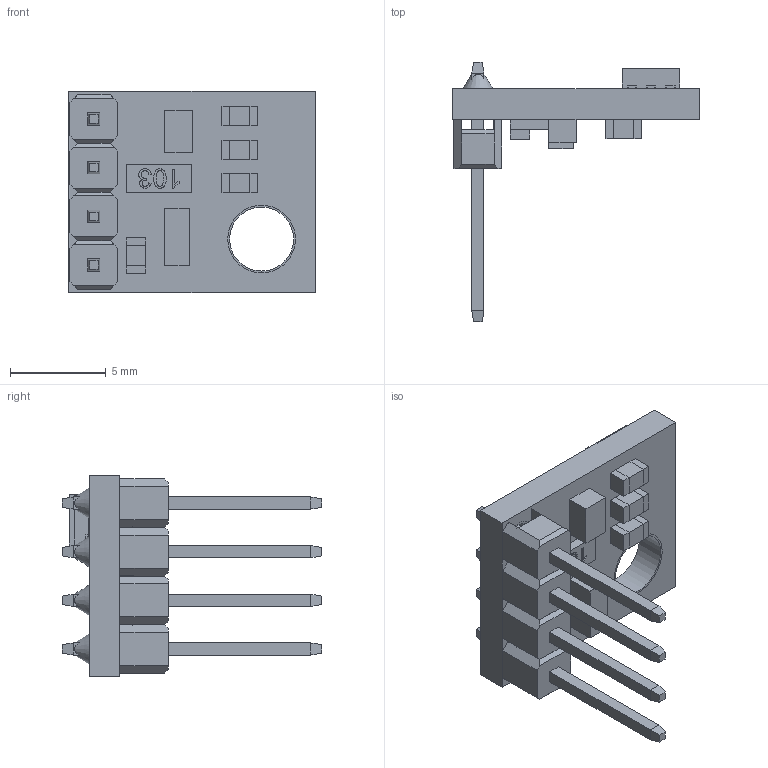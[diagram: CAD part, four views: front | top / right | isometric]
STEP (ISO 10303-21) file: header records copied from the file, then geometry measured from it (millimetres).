
FILE_DESCRIPTION(/* description */ (''),/* implementation_level */ '2;1');
FILE_NAME(/* name */ 'Si7021 I2c_sensor v5.step',/* time_stamp */ '2022-09-27T20:32:46-03:00',/* author */ (''),/* organization */ (''),/* preprocessor_version */ 'ST-DEVELOPER v19',/* originating_system */ 'Autodesk Translation Framework v11.7.0.108',/* authorisation */ '');
FILE_SCHEMA (('AUTOMOTIVE_DESIGN { 1 0 10303 214 3 1 1 }'));
Length unit declared in the file: millimetre
Products named in the file (5): Si7021 I2c_sensor; Si7021 I2c_board; Si7021 I2c; pin_4x1_male_pinHeader v3; 1x15 Male Pin Header
Assembly tree (4 placements, depth 3):
  Si7021 I2c_sensor
    Si7021 I2c_board
    Si7021 I2c
    pin_4x1_male_pinHeader v3
      1x15 Male Pin Header
Bounding box: 12.85 x 13.54 x 10.5 mm (x, y, z)
Volume: 286.5 mm3; surface area: 930 mm2
Topology: 42 solids, 42 shells, 648 faces, 1674 edges, 1100 vertices
Faces by surface type: plane 504, cylinder 81, bspline 59, cone 4
Full cylindrical faces by diameter (mm): 1.4 x4, 1.6 x8, 3.34 x1, 3.54 x2
Entity records: 20599 total; most frequent: CARTESIAN_POINT 4458, ORIENTED_EDGE 3348, DIRECTION 2930, EDGE_CURVE 1674, LINE 1370, VECTOR 1370, VERTEX_POINT 1100, AXIS2_PLACEMENT_3D 780
